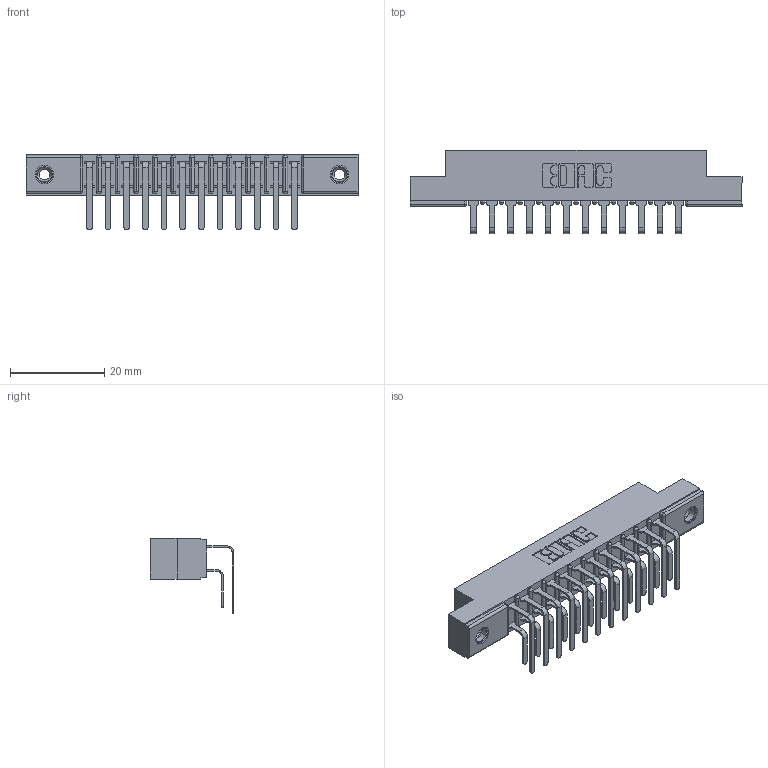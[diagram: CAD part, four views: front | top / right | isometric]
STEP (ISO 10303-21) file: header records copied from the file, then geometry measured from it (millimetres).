
FILE_DESCRIPTION (( 'STEP AP203' ), '1' );
FILE_NAME ('357-024-459-208.STEP', '2020-10-03T01:39:04', ( '' ), ( '' ), 'SwSTEP 2.0', 'SolidWorks 2020', '' );
FILE_SCHEMA (( 'CONFIG_CONTROL_DESIGN' ));
Length unit declared in the file: inch
Products named in the file (5): 307 Part_.156 Dia Mounting Holes; 357-024-459-208; 307-290-001_559 - 2 (Single); 345-250-001_345-250-003-102; 307-290-001_558 559 - 1 (Single)
Assembly tree (27 placements, depth 2):
  357-024-459-208
    307 Part_.156 Dia Mounting Holes
    307-290-001_558 559 - 1 (Single)  x12
    307-290-001_559 - 2 (Single)  x12
    345-250-001_345-250-003-102  x2
Bounding box: 70.56 x 17.69 x 16.08 mm (x, y, z)
Volume: 4716.5 mm3; surface area: 8429.5 mm2
Topology: 27 solids, 27 shells, 1391 faces, 3867 edges, 2502 vertices
Faces by surface type: plane 894, cylinder 455, sphere 26, cone 12, torus 4
Entity records: 17002 total; most frequent: CARTESIAN_POINT 2777, ORIENTED_EDGE 2742, DIRECTION 2741, EDGE_CURVE 1371, VECTOR 1037, LINE 1037, VERTEX_POINT 888, AXIS2_PLACEMENT_3D 852
